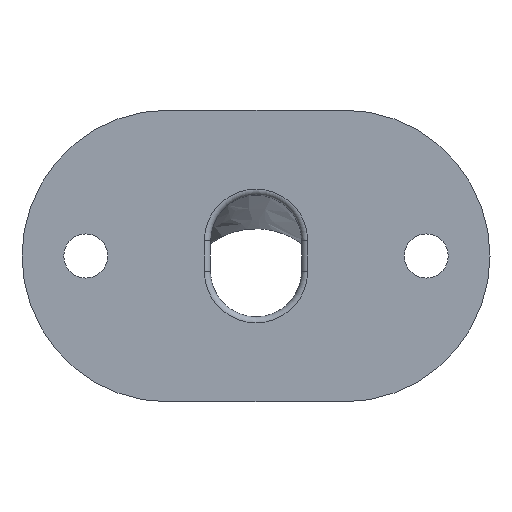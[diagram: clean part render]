
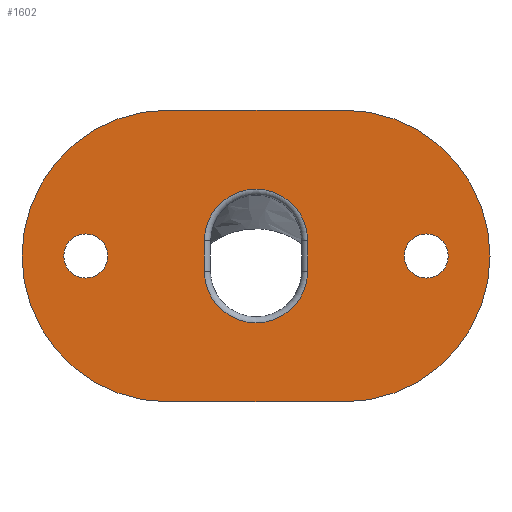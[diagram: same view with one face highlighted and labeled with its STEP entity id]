
A CAD part, front view. The second image highlights one B-rep face of the part: STEP entity #1602.
In plain terms, the highlighted planar face has unit normal (0, -1, 0).
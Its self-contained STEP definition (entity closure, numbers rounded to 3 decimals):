
#41 = CIRCLE ( 'NONE', #3705, 48. ) ;
#42 = EDGE_CURVE ( 'NONE', #1017, #4500, #5527, .T. ) ;
#88 = EDGE_CURVE ( 'NONE', #2382, #1017, #3333, .T. ) ;
#104 = CARTESIAN_POINT ( 'NONE',  ( -29., 0., 48. ) ) ;
#156 = DIRECTION ( 'NONE',  ( -1., 0., 0. ) ) ;
#232 = VERTEX_POINT ( 'NONE', #2571 ) ;
#323 = CIRCLE ( 'NONE', #2727, 48. ) ;
#382 = CARTESIAN_POINT ( 'NONE',  ( 29., 0., 0. ) ) ;
#416 = EDGE_CURVE ( 'NONE', #1452, #5200, #323, .T. ) ;
#458 = DIRECTION ( 'NONE',  ( 0., 1., 0. ) ) ;
#617 = DIRECTION ( 'NONE',  ( 0., 0., 1. ) ) ;
#810 = VECTOR ( 'NONE', #3344, 1000. ) ;
#919 = CARTESIAN_POINT ( 'NONE',  ( -29., 0., 0. ) ) ;
#1002 = CIRCLE ( 'NONE', #2083, 17. ) ;
#1017 = VERTEX_POINT ( 'NONE', #1551 ) ;
#1154 = VERTEX_POINT ( 'NONE', #2512 ) ;
#1194 = ORIENTED_EDGE ( 'NONE', *, *, #1405, .F. ) ;
#1201 = VERTEX_POINT ( 'NONE', #4382 ) ;
#1277 = VECTOR ( 'NONE', #156, 1000. ) ;
#1289 = CIRCLE ( 'NONE', #3963, 7.25 ) ;
#1324 = CARTESIAN_POINT ( 'NONE',  ( 56., 0., 0. ) ) ;
#1332 = EDGE_CURVE ( 'NONE', #232, #232, #4976, .T. ) ;
#1405 = EDGE_CURVE ( 'NONE', #3239, #1452, #3875, .T. ) ;
#1452 = VERTEX_POINT ( 'NONE', #4942 ) ;
#1494 = EDGE_LOOP ( 'NONE', ( #5284, #1194, #4513, #1596 ) ) ;
#1507 = CARTESIAN_POINT ( 'NONE',  ( 29., 0., 0. ) ) ;
#1547 = CARTESIAN_POINT ( 'NONE',  ( -29., 0., -48. ) ) ;
#1551 = CARTESIAN_POINT ( 'NONE',  ( 17., 0., 5. ) ) ;
#1596 = ORIENTED_EDGE ( 'NONE', *, *, #4885, .F. ) ;
#1602 = ADVANCED_FACE ( 'NONE', ( #3127, #2722, #2591, #2455 ), #4118, .F. ) ;
#1654 = DIRECTION ( 'NONE',  ( 0., 1., 0. ) ) ;
#1717 = ORIENTED_EDGE ( 'NONE', *, *, #2214, .T. ) ;
#1811 = CARTESIAN_POINT ( 'NONE',  ( 17., 0., -5. ) ) ;
#1817 = DIRECTION ( 'NONE',  ( 0., 1., 0. ) ) ;
#1848 = ORIENTED_EDGE ( 'NONE', *, *, #88, .T. ) ;
#2083 = AXIS2_PLACEMENT_3D ( 'NONE', #3767, #1654, #3329 ) ;
#2141 = EDGE_CURVE ( 'NONE', #1201, #1201, #1289, .T. ) ;
#2214 = EDGE_CURVE ( 'NONE', #3530, #2382, #5258, .T. ) ;
#2243 = ORIENTED_EDGE ( 'NONE', *, *, #42, .T. ) ;
#2298 = CARTESIAN_POINT ( 'NONE',  ( 0., 0., 5. ) ) ;
#2308 = DIRECTION ( 'NONE',  ( 0., 1., 0. ) ) ;
#2313 = VECTOR ( 'NONE', #2701, 1000. ) ;
#2382 = VERTEX_POINT ( 'NONE', #3713 ) ;
#2455 = FACE_BOUND ( 'NONE', #3349, .T. ) ;
#2512 = CARTESIAN_POINT ( 'NONE',  ( -29., 0., -48. ) ) ;
#2571 = CARTESIAN_POINT ( 'NONE',  ( -56., 0., 7.25 ) ) ;
#2591 = FACE_BOUND ( 'NONE', #5408, .T. ) ;
#2624 = DIRECTION ( 'NONE',  ( 0., 0., 1. ) ) ;
#2701 = DIRECTION ( 'NONE',  ( 0., 0., -1. ) ) ;
#2722 = FACE_OUTER_BOUND ( 'NONE', #1494, .T. ) ;
#2727 = AXIS2_PLACEMENT_3D ( 'NONE', #382, #3434, #3868 ) ;
#2756 = DIRECTION ( 'NONE',  ( 0., 1., 0. ) ) ;
#3006 = ORIENTED_EDGE ( 'NONE', *, *, #1332, .T. ) ;
#3089 = AXIS2_PLACEMENT_3D ( 'NONE', #4926, #2308, #4958 ) ;
#3126 = CARTESIAN_POINT ( 'NONE',  ( -17., 0., 0. ) ) ;
#3127 = FACE_BOUND ( 'NONE', #3399, .T. ) ;
#3148 = CARTESIAN_POINT ( 'NONE',  ( 17., 0., 0. ) ) ;
#3239 = VERTEX_POINT ( 'NONE', #5013 ) ;
#3329 = DIRECTION ( 'NONE',  ( 0., 0., 1. ) ) ;
#3333 = CIRCLE ( 'NONE', #4588, 17. ) ;
#3340 = EDGE_CURVE ( 'NONE', #4500, #3530, #1002, .T. ) ;
#3344 = DIRECTION ( 'NONE',  ( 0., 0., 1. ) ) ;
#3349 = EDGE_LOOP ( 'NONE', ( #4242 ) ) ;
#3399 = EDGE_LOOP ( 'NONE', ( #1848, #2243, #4918, #1717 ) ) ;
#3434 = DIRECTION ( 'NONE',  ( 0., 1., 0. ) ) ;
#3508 = DIRECTION ( 'NONE',  ( 0., 0., 1. ) ) ;
#3530 = VERTEX_POINT ( 'NONE', #5101 ) ;
#3645 = DIRECTION ( 'NONE',  ( 1., 0., 0. ) ) ;
#3705 = AXIS2_PLACEMENT_3D ( 'NONE', #919, #458, #3508 ) ;
#3713 = CARTESIAN_POINT ( 'NONE',  ( -17., 0., 5. ) ) ;
#3767 = CARTESIAN_POINT ( 'NONE',  ( 0., 0., -5. ) ) ;
#3868 = DIRECTION ( 'NONE',  ( 0., 0., 1. ) ) ;
#3875 = LINE ( 'NONE', #104, #5193 ) ;
#3963 = AXIS2_PLACEMENT_3D ( 'NONE', #1324, #4776, #2624 ) ;
#4118 = PLANE ( 'NONE',  #4458 ) ;
#4242 = ORIENTED_EDGE ( 'NONE', *, *, #2141, .T. ) ;
#4382 = CARTESIAN_POINT ( 'NONE',  ( 56., 0., 7.25 ) ) ;
#4458 = AXIS2_PLACEMENT_3D ( 'NONE', #1507, #2756, #617 ) ;
#4500 = VERTEX_POINT ( 'NONE', #1811 ) ;
#4513 = ORIENTED_EDGE ( 'NONE', *, *, #4775, .F. ) ;
#4588 = AXIS2_PLACEMENT_3D ( 'NONE', #2298, #1817, #5357 ) ;
#4756 = LINE ( 'NONE', #1547, #1277 ) ;
#4775 = EDGE_CURVE ( 'NONE', #1154, #3239, #41, .T. ) ;
#4776 = DIRECTION ( 'NONE',  ( 0., 1., 0. ) ) ;
#4885 = EDGE_CURVE ( 'NONE', #5200, #1154, #4756, .T. ) ;
#4918 = ORIENTED_EDGE ( 'NONE', *, *, #3340, .T. ) ;
#4926 = CARTESIAN_POINT ( 'NONE',  ( -56., 0., 0. ) ) ;
#4942 = CARTESIAN_POINT ( 'NONE',  ( 29., 0., 48. ) ) ;
#4958 = DIRECTION ( 'NONE',  ( 0., 0., 1. ) ) ;
#4976 = CIRCLE ( 'NONE', #3089, 7.25 ) ;
#5013 = CARTESIAN_POINT ( 'NONE',  ( -29., 0., 48. ) ) ;
#5075 = CARTESIAN_POINT ( 'NONE',  ( 29., 0., -48. ) ) ;
#5101 = CARTESIAN_POINT ( 'NONE',  ( -17., 0., -5. ) ) ;
#5193 = VECTOR ( 'NONE', #3645, 1000. ) ;
#5200 = VERTEX_POINT ( 'NONE', #5075 ) ;
#5258 = LINE ( 'NONE', #3126, #810 ) ;
#5284 = ORIENTED_EDGE ( 'NONE', *, *, #416, .F. ) ;
#5357 = DIRECTION ( 'NONE',  ( 0., 0., 1. ) ) ;
#5408 = EDGE_LOOP ( 'NONE', ( #3006 ) ) ;
#5527 = LINE ( 'NONE', #3148, #2313 ) ;
